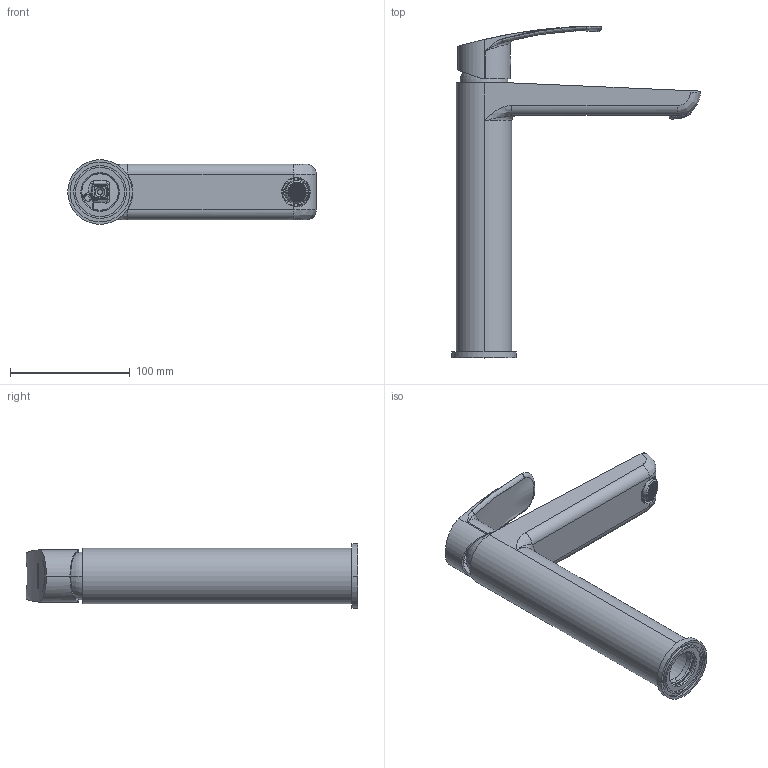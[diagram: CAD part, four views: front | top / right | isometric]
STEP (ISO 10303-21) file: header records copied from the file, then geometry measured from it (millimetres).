
FILE_DESCRIPTION (( 'STEP AP203' ), '1' );
FILE_NAME ('57AP06082.STEP', '2022-04-28T08:32:06', ( '' ), ( '' ), 'SwSTEP 2.0', 'SolidWorks 2021', '' );
FILE_SCHEMA (( 'CONFIG_CONTROL_DESIGN' ));
Length unit declared in the file: millimetre
Products named in the file (1): 57AP06082
Bounding box: 207.75 x 277.49 x 54 mm (x, y, z)
Volume: 227759.4 mm3; surface area: 135493.9 mm2
Topology: 7 solids, 7 shells, 2166 faces, 5514 edges, 3621 vertices
Faces by surface type: plane 1875, cylinder 148, bspline 83, cone 46, torus 8, sphere 6
Entity records: 76101 total; most frequent: CARTESIAN_POINT 23135, ORIENTED_EDGE 11006, DIRECTION 10858, EDGE_CURVE 5503, LINE 3694, VECTOR 3694, VERTEX_POINT 3620, AXIS2_PLACEMENT_3D 3582
